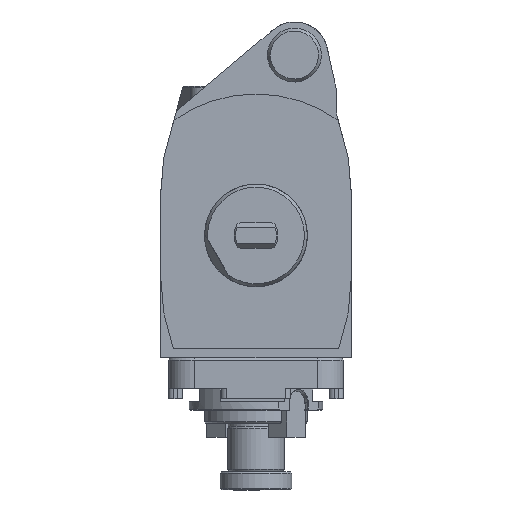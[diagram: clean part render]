
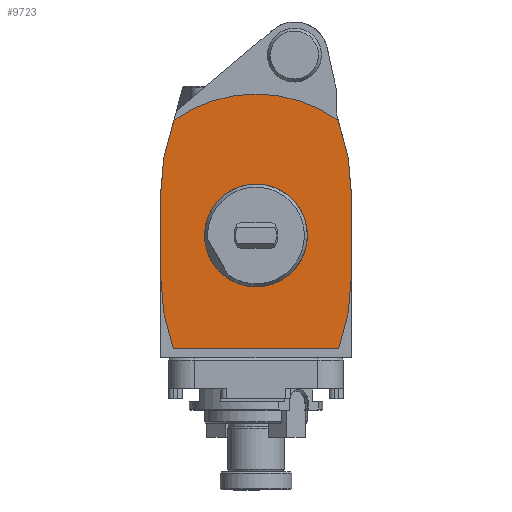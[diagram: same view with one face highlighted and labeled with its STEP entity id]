
A CAD part, front view. The second image highlights one B-rep face of the part: STEP entity #9723.
In plain terms, the highlighted planar face has unit normal (0, -1, 0).
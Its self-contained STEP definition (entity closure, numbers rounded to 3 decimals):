
#252 = VERTEX_POINT ( 'NONE', #20637 ) ;
#340 = LINE ( 'NONE', #12608, #19645 ) ;
#413 = VECTOR ( 'NONE', #11852, 1000. ) ;
#607 = ORIENTED_EDGE ( 'NONE', *, *, #19550, .F. ) ;
#1061 = DIRECTION ( 'NONE',  ( 0., 0., -1. ) ) ;
#1596 = ORIENTED_EDGE ( 'NONE', *, *, #3494, .F. ) ;
#1618 = EDGE_CURVE ( 'NONE', #2299, #28365, #29593, .T. ) ;
#1912 = VERTEX_POINT ( 'NONE', #26787 ) ;
#2075 = CARTESIAN_POINT ( 'NONE',  ( 41.003, -130., 10.987 ) ) ;
#2299 = VERTEX_POINT ( 'NONE', #5140 ) ;
#2936 = EDGE_CURVE ( 'NONE', #25180, #28901, #20761, .T. ) ;
#3089 = DIRECTION ( 'NONE',  ( 0.087, 0., 0.996 ) ) ;
#3465 = FACE_BOUND ( 'NONE', #11192, .T. ) ;
#3494 = EDGE_CURVE ( 'NONE', #28516, #28516, #17512, .T. ) ;
#3752 = DIRECTION ( 'NONE',  ( 0.087, 0., -0.996 ) ) ;
#3885 = AXIS2_PLACEMENT_3D ( 'NONE', #14892, #7088, #7251 ) ;
#4041 = VERTEX_POINT ( 'NONE', #18842 ) ;
#4307 = ORIENTED_EDGE ( 'NONE', *, *, #12204, .T. ) ;
#4712 = ORIENTED_EDGE ( 'NONE', *, *, #5685, .T. ) ;
#4772 = VECTOR ( 'NONE', #19608, 1000. ) ;
#4935 = EDGE_CURVE ( 'NONE', #24331, #4041, #16984, .T. ) ;
#5140 = CARTESIAN_POINT ( 'NONE',  ( 37., -130., -17.21 ) ) ;
#5685 = EDGE_CURVE ( 'NONE', #28650, #252, #9142, .T. ) ;
#5799 = EDGE_CURVE ( 'NONE', #28650, #13340, #9964, .T. ) ;
#6362 = ORIENTED_EDGE ( 'NONE', *, *, #1618, .T. ) ;
#6384 = CARTESIAN_POINT ( 'NONE',  ( -37., -130., 17.21 ) ) ;
#6646 = CARTESIAN_POINT ( 'NONE',  ( -38.213, -130., 3.343 ) ) ;
#6905 = CARTESIAN_POINT ( 'NONE',  ( -37., -130., 0. ) ) ;
#7088 = DIRECTION ( 'NONE',  ( 0., 1., 0. ) ) ;
#7251 = DIRECTION ( 'NONE',  ( 0., 0., -1. ) ) ;
#8335 = CARTESIAN_POINT ( 'NONE',  ( 31.952, -130., 44.767 ) ) ;
#8475 = CARTESIAN_POINT ( 'NONE',  ( -41.003, -130., 10.987 ) ) ;
#8590 = VECTOR ( 'NONE', #31149, 1000. ) ;
#8596 = VERTEX_POINT ( 'NONE', #6384 ) ;
#8665 = VECTOR ( 'NONE', #3752, 1000. ) ;
#9142 = LINE ( 'NONE', #8475, #413 ) ;
#9723 = ADVANCED_FACE ( 'Defeature completata2_3', ( #24194, #3465 ), #27103, .T. ) ;
#9964 = CIRCLE ( 'NONE', #3885, 55. ) ;
#10032 = EDGE_CURVE ( 'NONE', #252, #8596, #25344, .T. ) ;
#10249 = LINE ( 'NONE', #31994, #8665 ) ;
#10773 = EDGE_CURVE ( 'NONE', #28901, #8596, #27492, .T. ) ;
#11192 = EDGE_LOOP ( 'NONE', ( #1596 ) ) ;
#11584 = ORIENTED_EDGE ( 'NONE', *, *, #27851, .T. ) ;
#11772 = CARTESIAN_POINT ( 'NONE',  ( 0., -130., 0. ) ) ;
#11852 = DIRECTION ( 'NONE',  ( -0.259, 0., -0.966 ) ) ;
#12204 = EDGE_CURVE ( 'NONE', #24331, #23117, #340, .T. ) ;
#12608 = CARTESIAN_POINT ( 'NONE',  ( 41.003, -130., -10.987 ) ) ;
#13134 = CARTESIAN_POINT ( 'NONE',  ( -35.867, -130., -30.155 ) ) ;
#13340 = VERTEX_POINT ( 'NONE', #8335 ) ;
#13811 = LINE ( 'NONE', #32166, #25470 ) ;
#13835 = CARTESIAN_POINT ( 'NONE',  ( 0., -130., 30. ) ) ;
#13950 = DIRECTION ( 'NONE',  ( 0., 0., 1. ) ) ;
#14465 = CARTESIAN_POINT ( 'NONE',  ( 0., -130., -44. ) ) ;
#14572 = DIRECTION ( 'NONE',  ( 0., 0., 1. ) ) ;
#14892 = CARTESIAN_POINT ( 'NONE',  ( 0., -130., 0. ) ) ;
#14998 = LINE ( 'NONE', #2075, #4772 ) ;
#15157 = DIRECTION ( 'NONE',  ( 0.259, 0., 0.966 ) ) ;
#15408 = CARTESIAN_POINT ( 'NONE',  ( 37., -130., 17.21 ) ) ;
#16160 = CARTESIAN_POINT ( 'NONE',  ( 37., -130., 0. ) ) ;
#16795 = EDGE_LOOP ( 'NONE', ( #29747, #607, #30093, #4712, #23152, #23007, #31996, #29244, #27449, #4307, #11584, #6362 ) ) ;
#16984 = LINE ( 'NONE', #14465, #22634 ) ;
#17054 = VECTOR ( 'NONE', #27905, 1000. ) ;
#17074 = CARTESIAN_POINT ( 'NONE',  ( -31.952, -130., 44.767 ) ) ;
#17512 = CIRCLE ( 'NONE', #26233, 19.8 ) ;
#18195 = CARTESIAN_POINT ( 'NONE',  ( -38.213, -130., -3.343 ) ) ;
#18842 = CARTESIAN_POINT ( 'NONE',  ( -32.158, -130., -44. ) ) ;
#19550 = EDGE_CURVE ( 'NONE', #13340, #1912, #14998, .T. ) ;
#19608 = DIRECTION ( 'NONE',  ( 0.259, 0., -0.966 ) ) ;
#19645 = VECTOR ( 'NONE', #15157, 1000. ) ;
#20405 = CARTESIAN_POINT ( 'NONE',  ( -37., -130., -17.21 ) ) ;
#20637 = CARTESIAN_POINT ( 'NONE',  ( -35.867, -130., 30.155 ) ) ;
#20761 = LINE ( 'NONE', #18195, #8590 ) ;
#21105 = CARTESIAN_POINT ( 'NONE',  ( 38.213, -130., -3.343 ) ) ;
#22634 = VECTOR ( 'NONE', #24826, 1000. ) ;
#23007 = ORIENTED_EDGE ( 'NONE', *, *, #10773, .F. ) ;
#23117 = VERTEX_POINT ( 'NONE', #25542 ) ;
#23152 = ORIENTED_EDGE ( 'NONE', *, *, #10032, .T. ) ;
#24168 = DIRECTION ( 'NONE',  ( -0.259, 0., 0.966 ) ) ;
#24194 = FACE_OUTER_BOUND ( 'NONE', #16795, .T. ) ;
#24331 = VERTEX_POINT ( 'NONE', #32378 ) ;
#24713 = VECTOR ( 'NONE', #14572, 1000. ) ;
#24826 = DIRECTION ( 'NONE',  ( -1., 0., 0. ) ) ;
#25180 = VERTEX_POINT ( 'NONE', #13134 ) ;
#25344 = LINE ( 'NONE', #6646, #17054 ) ;
#25470 = VECTOR ( 'NONE', #24168, 1000. ) ;
#25542 = CARTESIAN_POINT ( 'NONE',  ( 35.867, -130., -30.155 ) ) ;
#26233 = AXIS2_PLACEMENT_3D ( 'NONE', #11772, #27426, #32354 ) ;
#26300 = AXIS2_PLACEMENT_3D ( 'NONE', #13835, #26940, #1061 ) ;
#26384 = LINE ( 'NONE', #21105, #31347 ) ;
#26787 = CARTESIAN_POINT ( 'NONE',  ( 35.867, -130., 30.155 ) ) ;
#26940 = DIRECTION ( 'NONE',  ( 0., -1., 0. ) ) ;
#27103 = PLANE ( 'NONE',  #26300 ) ;
#27426 = DIRECTION ( 'NONE',  ( 0., -1., 0. ) ) ;
#27449 = ORIENTED_EDGE ( 'NONE', *, *, #4935, .F. ) ;
#27492 = LINE ( 'NONE', #6905, #24713 ) ;
#27851 = EDGE_CURVE ( 'NONE', #23117, #2299, #26384, .T. ) ;
#27905 = DIRECTION ( 'NONE',  ( -0.087, 0., -0.996 ) ) ;
#28365 = VERTEX_POINT ( 'NONE', #15408 ) ;
#28516 = VERTEX_POINT ( 'NONE', #33448 ) ;
#28650 = VERTEX_POINT ( 'NONE', #17074 ) ;
#28901 = VERTEX_POINT ( 'NONE', #20405 ) ;
#29244 = ORIENTED_EDGE ( 'NONE', *, *, #31112, .F. ) ;
#29593 = LINE ( 'NONE', #16160, #31669 ) ;
#29747 = ORIENTED_EDGE ( 'NONE', *, *, #30117, .F. ) ;
#30093 = ORIENTED_EDGE ( 'NONE', *, *, #5799, .F. ) ;
#30117 = EDGE_CURVE ( 'NONE', #1912, #28365, #10249, .T. ) ;
#31112 = EDGE_CURVE ( 'NONE', #4041, #25180, #13811, .T. ) ;
#31149 = DIRECTION ( 'NONE',  ( -0.087, 0., 0.996 ) ) ;
#31347 = VECTOR ( 'NONE', #3089, 1000. ) ;
#31669 = VECTOR ( 'NONE', #13950, 1000. ) ;
#31994 = CARTESIAN_POINT ( 'NONE',  ( 38.213, -130., 3.343 ) ) ;
#31996 = ORIENTED_EDGE ( 'NONE', *, *, #2936, .F. ) ;
#32166 = CARTESIAN_POINT ( 'NONE',  ( -41.003, -130., -10.987 ) ) ;
#32354 = DIRECTION ( 'NONE',  ( 0., 0., 1. ) ) ;
#32378 = CARTESIAN_POINT ( 'NONE',  ( 32.158, -130., -44. ) ) ;
#33448 = CARTESIAN_POINT ( 'NONE',  ( 0., -130., 19.8 ) ) ;
